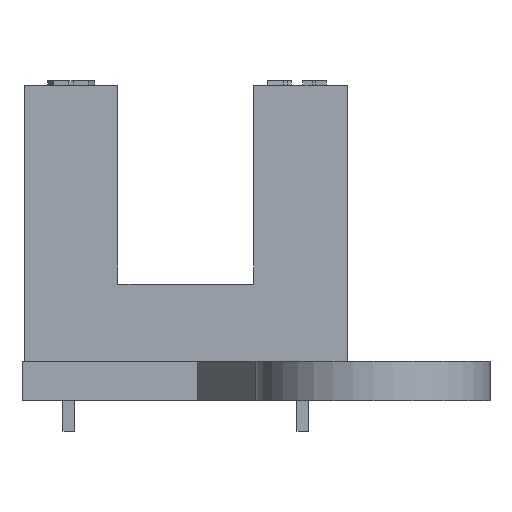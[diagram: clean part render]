
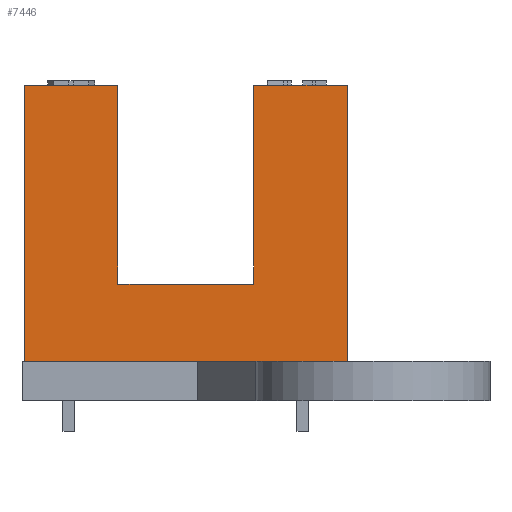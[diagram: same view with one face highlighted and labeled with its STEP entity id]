
A CAD part, left-side view. The second image highlights one B-rep face of the part: STEP entity #7446.
In plain terms, the highlighted face is planar.
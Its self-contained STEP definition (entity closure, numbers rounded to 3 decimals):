
#1563 = PLANE('',#1564);
#1564 = AXIS2_PLACEMENT_3D('',#1565,#1566,#1567);
#1565 = CARTESIAN_POINT('',(0.,0.,0.));
#1566 = DIRECTION('',(0.,0.,1.));
#1567 = DIRECTION('',(1.,0.,0.));
#1786 = VERTEX_POINT('',#1787);
#1787 = CARTESIAN_POINT('',(6.9,-2.9,0.));
#1803 = PLANE('',#1804);
#1804 = AXIS2_PLACEMENT_3D('',#1805,#1806,#1807);
#1805 = CARTESIAN_POINT('',(6.9,2.9,11.8));
#1806 = DIRECTION('',(-1.,0.,0.));
#1807 = DIRECTION('',(0.,-1.,0.));
#1815 = EDGE_CURVE('',#1816,#1786,#1818,.T.);
#1816 = VERTEX_POINT('',#1817);
#1817 = CARTESIAN_POINT('',(-6.9,-2.9,0.));
#1818 = SURFACE_CURVE('',#1819,(#1823,#1830),.PCURVE_S1.);
#1819 = LINE('',#1820,#1821);
#1820 = CARTESIAN_POINT('',(-6.9,-2.9,0.));
#1821 = VECTOR('',#1822,1.);
#1822 = DIRECTION('',(1.,0.,0.));
#1823 = PCURVE('',#1563,#1824);
#1824 = DEFINITIONAL_REPRESENTATION('',(#1825),#1829);
#1825 = LINE('',#1826,#1827);
#1826 = CARTESIAN_POINT('',(-6.9,-2.9));
#1827 = VECTOR('',#1828,1.);
#1828 = DIRECTION('',(1.,0.));
#1829 = ( GEOMETRIC_REPRESENTATION_CONTEXT(2) 
PARAMETRIC_REPRESENTATION_CONTEXT() REPRESENTATION_CONTEXT('2D SPACE',''
  ) );
#1830 = PCURVE('',#1831,#1836);
#1831 = PLANE('',#1832);
#1832 = AXIS2_PLACEMENT_3D('',#1833,#1834,#1835);
#1833 = CARTESIAN_POINT('',(-6.9,-2.9,11.8));
#1834 = DIRECTION('',(0.,1.,0.));
#1835 = DIRECTION('',(0.,0.,1.));
#1836 = DEFINITIONAL_REPRESENTATION('',(#1837),#1841);
#1837 = LINE('',#1838,#1839);
#1838 = CARTESIAN_POINT('',(-11.8,0.));
#1839 = VECTOR('',#1840,1.);
#1840 = DIRECTION('',(0.,1.));
#1841 = ( GEOMETRIC_REPRESENTATION_CONTEXT(2) 
PARAMETRIC_REPRESENTATION_CONTEXT() REPRESENTATION_CONTEXT('2D SPACE',''
  ) );
#1859 = PLANE('',#1860);
#1860 = AXIS2_PLACEMENT_3D('',#1861,#1862,#1863);
#1861 = CARTESIAN_POINT('',(-6.9,2.9,11.8));
#1862 = DIRECTION('',(1.,0.,0.));
#1863 = DIRECTION('',(0.,1.,0.));
#2131 = VERTEX_POINT('',#2132);
#2132 = CARTESIAN_POINT('',(-2.9,-2.9,11.8));
#2139 = PLANE('',#2140);
#2140 = AXIS2_PLACEMENT_3D('',#2141,#2142,#2143);
#2141 = CARTESIAN_POINT('',(0.,0.,11.8));
#2142 = DIRECTION('',(0.,0.,1.));
#2143 = DIRECTION('',(1.,0.,0.));
#2151 = PLANE('',#2152);
#2152 = AXIS2_PLACEMENT_3D('',#2153,#2154,#2155);
#2153 = CARTESIAN_POINT('',(-2.9,8.9,11.8));
#2154 = DIRECTION('',(-1.,0.,0.));
#2155 = DIRECTION('',(0.,0.,1.));
#2187 = VERTEX_POINT('',#2188);
#2188 = CARTESIAN_POINT('',(-6.9,-2.9,11.8));
#2209 = EDGE_CURVE('',#2187,#2131,#2210,.T.);
#2210 = SURFACE_CURVE('',#2211,(#2215,#2222),.PCURVE_S1.);
#2211 = LINE('',#2212,#2213);
#2212 = CARTESIAN_POINT('',(-6.9,-2.9,11.8));
#2213 = VECTOR('',#2214,1.);
#2214 = DIRECTION('',(1.,0.,0.));
#2215 = PCURVE('',#2139,#2216);
#2216 = DEFINITIONAL_REPRESENTATION('',(#2217),#2221);
#2217 = LINE('',#2218,#2219);
#2218 = CARTESIAN_POINT('',(-6.9,-2.9));
#2219 = VECTOR('',#2220,1.);
#2220 = DIRECTION('',(1.,0.));
#2221 = ( GEOMETRIC_REPRESENTATION_CONTEXT(2) 
PARAMETRIC_REPRESENTATION_CONTEXT() REPRESENTATION_CONTEXT('2D SPACE',''
  ) );
#2222 = PCURVE('',#1831,#2223);
#2223 = DEFINITIONAL_REPRESENTATION('',(#2224),#2228);
#2224 = LINE('',#2225,#2226);
#2225 = CARTESIAN_POINT('',(0.,0.));
#2226 = VECTOR('',#2227,1.);
#2227 = DIRECTION('',(0.,1.));
#2228 = ( GEOMETRIC_REPRESENTATION_CONTEXT(2) 
PARAMETRIC_REPRESENTATION_CONTEXT() REPRESENTATION_CONTEXT('2D SPACE',''
  ) );
#2694 = PLANE('',#2695);
#2695 = AXIS2_PLACEMENT_3D('',#2696,#2697,#2698);
#2696 = CARTESIAN_POINT('',(0.,0.,11.8));
#2697 = DIRECTION('',(0.,0.,1.));
#2698 = DIRECTION('',(1.,0.,0.));
#7202 = VERTEX_POINT('',#7203);
#7203 = CARTESIAN_POINT('',(2.9,-2.9,11.8));
#7217 = PLANE('',#7218);
#7218 = AXIS2_PLACEMENT_3D('',#7219,#7220,#7221);
#7219 = CARTESIAN_POINT('',(2.9,8.9,11.8));
#7220 = DIRECTION('',(-1.,0.,0.));
#7221 = DIRECTION('',(0.,0.,1.));
#7229 = EDGE_CURVE('',#7202,#7230,#7232,.T.);
#7230 = VERTEX_POINT('',#7231);
#7231 = CARTESIAN_POINT('',(6.9,-2.9,11.8));
#7232 = SURFACE_CURVE('',#7233,(#7237,#7244),.PCURVE_S1.);
#7233 = LINE('',#7234,#7235);
#7234 = CARTESIAN_POINT('',(-6.9,-2.9,11.8));
#7235 = VECTOR('',#7236,1.);
#7236 = DIRECTION('',(1.,0.,0.));
#7237 = PCURVE('',#2694,#7238);
#7238 = DEFINITIONAL_REPRESENTATION('',(#7239),#7243);
#7239 = LINE('',#7240,#7241);
#7240 = CARTESIAN_POINT('',(-6.9,-2.9));
#7241 = VECTOR('',#7242,1.);
#7242 = DIRECTION('',(1.,0.));
#7243 = ( GEOMETRIC_REPRESENTATION_CONTEXT(2) 
PARAMETRIC_REPRESENTATION_CONTEXT() REPRESENTATION_CONTEXT('2D SPACE',''
  ) );
#7244 = PCURVE('',#1831,#7245);
#7245 = DEFINITIONAL_REPRESENTATION('',(#7246),#7250);
#7246 = LINE('',#7247,#7248);
#7247 = CARTESIAN_POINT('',(0.,0.));
#7248 = VECTOR('',#7249,1.);
#7249 = DIRECTION('',(0.,1.));
#7250 = ( GEOMETRIC_REPRESENTATION_CONTEXT(2) 
PARAMETRIC_REPRESENTATION_CONTEXT() REPRESENTATION_CONTEXT('2D SPACE',''
  ) );
#7299 = EDGE_CURVE('',#7230,#1786,#7300,.T.);
#7300 = SURFACE_CURVE('',#7301,(#7305,#7312),.PCURVE_S1.);
#7301 = LINE('',#7302,#7303);
#7302 = CARTESIAN_POINT('',(6.9,-2.9,11.8));
#7303 = VECTOR('',#7304,1.);
#7304 = DIRECTION('',(0.,0.,-1.));
#7305 = PCURVE('',#1803,#7306);
#7306 = DEFINITIONAL_REPRESENTATION('',(#7307),#7311);
#7307 = LINE('',#7308,#7309);
#7308 = CARTESIAN_POINT('',(5.8,0.));
#7309 = VECTOR('',#7310,1.);
#7310 = DIRECTION('',(0.,-1.));
#7311 = ( GEOMETRIC_REPRESENTATION_CONTEXT(2) 
PARAMETRIC_REPRESENTATION_CONTEXT() REPRESENTATION_CONTEXT('2D SPACE',''
  ) );
#7312 = PCURVE('',#1831,#7313);
#7313 = DEFINITIONAL_REPRESENTATION('',(#7314),#7318);
#7314 = LINE('',#7315,#7316);
#7315 = CARTESIAN_POINT('',(0.,13.8));
#7316 = VECTOR('',#7317,1.);
#7317 = DIRECTION('',(-1.,0.));
#7318 = ( GEOMETRIC_REPRESENTATION_CONTEXT(2) 
PARAMETRIC_REPRESENTATION_CONTEXT() REPRESENTATION_CONTEXT('2D SPACE',''
  ) );
#7363 = PLANE('',#7364);
#7364 = AXIS2_PLACEMENT_3D('',#7365,#7366,#7367);
#7365 = CARTESIAN_POINT('',(-2.9,8.9,3.3));
#7366 = DIRECTION('',(0.,0.,-1.));
#7367 = DIRECTION('',(-1.,0.,0.));
#7424 = EDGE_CURVE('',#2187,#1816,#7425,.T.);
#7425 = SURFACE_CURVE('',#7426,(#7430,#7437),.PCURVE_S1.);
#7426 = LINE('',#7427,#7428);
#7427 = CARTESIAN_POINT('',(-6.9,-2.9,11.8));
#7428 = VECTOR('',#7429,1.);
#7429 = DIRECTION('',(0.,0.,-1.));
#7430 = PCURVE('',#1859,#7431);
#7431 = DEFINITIONAL_REPRESENTATION('',(#7432),#7436);
#7432 = LINE('',#7433,#7434);
#7433 = CARTESIAN_POINT('',(-5.8,0.));
#7434 = VECTOR('',#7435,1.);
#7435 = DIRECTION('',(0.,-1.));
#7436 = ( GEOMETRIC_REPRESENTATION_CONTEXT(2) 
PARAMETRIC_REPRESENTATION_CONTEXT() REPRESENTATION_CONTEXT('2D SPACE',''
  ) );
#7437 = PCURVE('',#1831,#7438);
#7438 = DEFINITIONAL_REPRESENTATION('',(#7439),#7443);
#7439 = LINE('',#7440,#7441);
#7440 = CARTESIAN_POINT('',(0.,0.));
#7441 = VECTOR('',#7442,1.);
#7442 = DIRECTION('',(-1.,0.));
#7443 = ( GEOMETRIC_REPRESENTATION_CONTEXT(2) 
PARAMETRIC_REPRESENTATION_CONTEXT() REPRESENTATION_CONTEXT('2D SPACE',''
  ) );
#7446 = ADVANCED_FACE('',(#7447),#1831,.F.);
#7447 = FACE_BOUND('',#7448,.T.);
#7448 = EDGE_LOOP('',(#7449,#7474,#7495,#7496,#7497,#7498,#7499,#7500));
#7449 = ORIENTED_EDGE('',*,*,#7450,.F.);
#7450 = EDGE_CURVE('',#7451,#7453,#7455,.T.);
#7451 = VERTEX_POINT('',#7452);
#7452 = CARTESIAN_POINT('',(-2.9,-2.9,3.3));
#7453 = VERTEX_POINT('',#7454);
#7454 = CARTESIAN_POINT('',(2.9,-2.9,3.3));
#7455 = SURFACE_CURVE('',#7456,(#7460,#7467),.PCURVE_S1.);
#7456 = LINE('',#7457,#7458);
#7457 = CARTESIAN_POINT('',(-2.9,-2.9,3.3));
#7458 = VECTOR('',#7459,1.);
#7459 = DIRECTION('',(1.,0.,0.));
#7460 = PCURVE('',#1831,#7461);
#7461 = DEFINITIONAL_REPRESENTATION('',(#7462),#7466);
#7462 = LINE('',#7463,#7464);
#7463 = CARTESIAN_POINT('',(-8.5,4.));
#7464 = VECTOR('',#7465,1.);
#7465 = DIRECTION('',(0.,1.));
#7466 = ( GEOMETRIC_REPRESENTATION_CONTEXT(2) 
PARAMETRIC_REPRESENTATION_CONTEXT() REPRESENTATION_CONTEXT('2D SPACE',''
  ) );
#7467 = PCURVE('',#7363,#7468);
#7468 = DEFINITIONAL_REPRESENTATION('',(#7469),#7473);
#7469 = LINE('',#7470,#7471);
#7470 = CARTESIAN_POINT('',(0.,-11.8));
#7471 = VECTOR('',#7472,1.);
#7472 = DIRECTION('',(-1.,0.));
#7473 = ( GEOMETRIC_REPRESENTATION_CONTEXT(2) 
PARAMETRIC_REPRESENTATION_CONTEXT() REPRESENTATION_CONTEXT('2D SPACE',''
  ) );
#7474 = ORIENTED_EDGE('',*,*,#7475,.F.);
#7475 = EDGE_CURVE('',#2131,#7451,#7476,.T.);
#7476 = SURFACE_CURVE('',#7477,(#7481,#7488),.PCURVE_S1.);
#7477 = LINE('',#7478,#7479);
#7478 = CARTESIAN_POINT('',(-2.9,-2.9,11.8));
#7479 = VECTOR('',#7480,1.);
#7480 = DIRECTION('',(0.,0.,-1.));
#7481 = PCURVE('',#1831,#7482);
#7482 = DEFINITIONAL_REPRESENTATION('',(#7483),#7487);
#7483 = LINE('',#7484,#7485);
#7484 = CARTESIAN_POINT('',(0.,4.));
#7485 = VECTOR('',#7486,1.);
#7486 = DIRECTION('',(-1.,0.));
#7487 = ( GEOMETRIC_REPRESENTATION_CONTEXT(2) 
PARAMETRIC_REPRESENTATION_CONTEXT() REPRESENTATION_CONTEXT('2D SPACE',''
  ) );
#7488 = PCURVE('',#2151,#7489);
#7489 = DEFINITIONAL_REPRESENTATION('',(#7490),#7494);
#7490 = LINE('',#7491,#7492);
#7491 = CARTESIAN_POINT('',(0.,-11.8));
#7492 = VECTOR('',#7493,1.);
#7493 = DIRECTION('',(-1.,0.));
#7494 = ( GEOMETRIC_REPRESENTATION_CONTEXT(2) 
PARAMETRIC_REPRESENTATION_CONTEXT() REPRESENTATION_CONTEXT('2D SPACE',''
  ) );
#7495 = ORIENTED_EDGE('',*,*,#2209,.F.);
#7496 = ORIENTED_EDGE('',*,*,#7424,.T.);
#7497 = ORIENTED_EDGE('',*,*,#1815,.T.);
#7498 = ORIENTED_EDGE('',*,*,#7299,.F.);
#7499 = ORIENTED_EDGE('',*,*,#7229,.F.);
#7500 = ORIENTED_EDGE('',*,*,#7501,.T.);
#7501 = EDGE_CURVE('',#7202,#7453,#7502,.T.);
#7502 = SURFACE_CURVE('',#7503,(#7507,#7514),.PCURVE_S1.);
#7503 = LINE('',#7504,#7505);
#7504 = CARTESIAN_POINT('',(2.9,-2.9,11.8));
#7505 = VECTOR('',#7506,1.);
#7506 = DIRECTION('',(0.,0.,-1.));
#7507 = PCURVE('',#1831,#7508);
#7508 = DEFINITIONAL_REPRESENTATION('',(#7509),#7513);
#7509 = LINE('',#7510,#7511);
#7510 = CARTESIAN_POINT('',(0.,9.8));
#7511 = VECTOR('',#7512,1.);
#7512 = DIRECTION('',(-1.,0.));
#7513 = ( GEOMETRIC_REPRESENTATION_CONTEXT(2) 
PARAMETRIC_REPRESENTATION_CONTEXT() REPRESENTATION_CONTEXT('2D SPACE',''
  ) );
#7514 = PCURVE('',#7217,#7515);
#7515 = DEFINITIONAL_REPRESENTATION('',(#7516),#7520);
#7516 = LINE('',#7517,#7518);
#7517 = CARTESIAN_POINT('',(0.,-11.8));
#7518 = VECTOR('',#7519,1.);
#7519 = DIRECTION('',(-1.,0.));
#7520 = ( GEOMETRIC_REPRESENTATION_CONTEXT(2) 
PARAMETRIC_REPRESENTATION_CONTEXT() REPRESENTATION_CONTEXT('2D SPACE',''
  ) );
